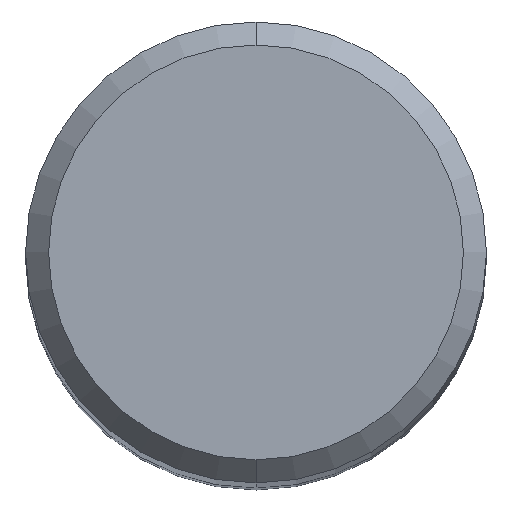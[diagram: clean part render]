
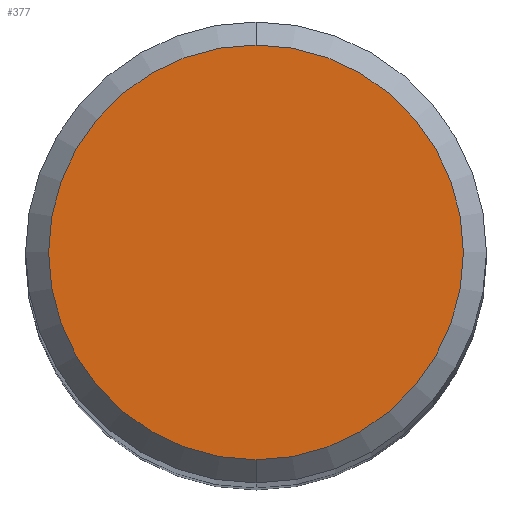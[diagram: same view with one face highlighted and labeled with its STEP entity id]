
A CAD part, top view. The second image highlights one B-rep face of the part: STEP entity #377.
In plain terms, the highlighted planar face has unit normal (0, 0, 1).
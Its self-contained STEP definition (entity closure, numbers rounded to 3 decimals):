
#201=VERTEX_POINT('',#481);
#221=EDGE_CURVE('',#361,#201,#502,.T.);
#235=EDGE_CURVE('',#201,#361,#516,.T.);
#361=VERTEX_POINT('',#653);
#377=ADVANCED_FACE('',(#671),#672,.T.);
#481=CARTESIAN_POINT('',(0.0,7.2,0.0));
#502=CIRCLE('',#870,7.2);
#516=CIRCLE('',#928,7.2);
#653=CARTESIAN_POINT('',(0.,-7.2,0.0));
#671=FACE_OUTER_BOUND('',#1273,.T.);
#672=PLANE('',#1274);
#870=AXIS2_PLACEMENT_3D('',#1449,#1450,#1451);
#928=AXIS2_PLACEMENT_3D('',#1460,#1461,#1462);
#1273=EDGE_LOOP('',(#1635,#1636));
#1274=AXIS2_PLACEMENT_3D('',#1637,#1638,#1639);
#1449=CARTESIAN_POINT('',(0.0,0.0,0.0));
#1450=DIRECTION('',(0.0,0.0,-1.0));
#1451=DIRECTION('',(0.0,1.0,0.0));
#1460=CARTESIAN_POINT('',(0.0,0.0,0.0));
#1461=DIRECTION('',(0.0,0.0,-1.0));
#1462=DIRECTION('',(0.0,1.0,0.0));
#1635=ORIENTED_EDGE('',*,*,#235,.F.);
#1636=ORIENTED_EDGE('',*,*,#221,.F.);
#1637=CARTESIAN_POINT('',(0.0,3.6,0.0));
#1638=DIRECTION('',(-0.0,0.0,1.0));
#1639=DIRECTION('',(0.0,-1.0,0.0));
